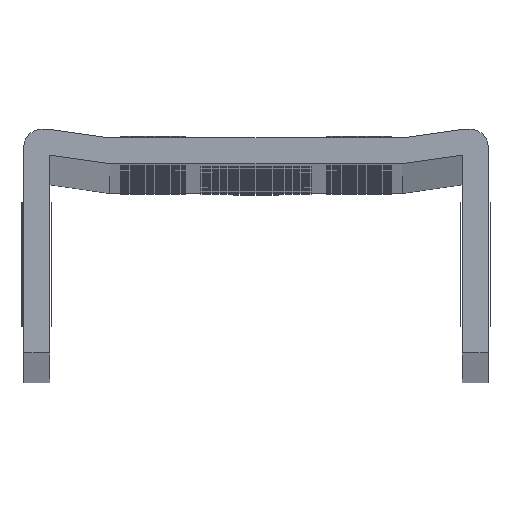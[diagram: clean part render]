
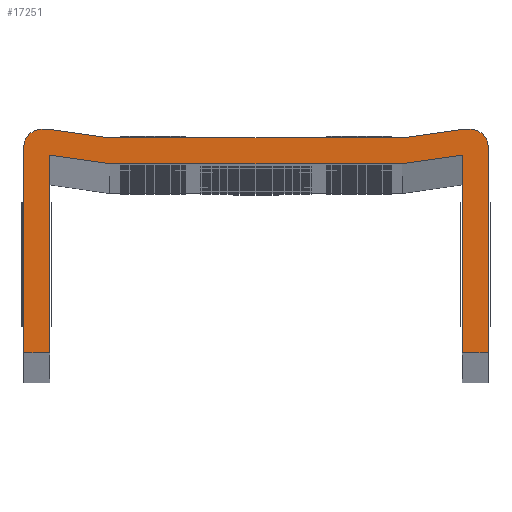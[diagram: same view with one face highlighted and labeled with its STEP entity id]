
A CAD part, top view. The second image highlights one B-rep face of the part: STEP entity #17251.
In plain terms, the highlighted planar face has unit normal (0, 0, 1).
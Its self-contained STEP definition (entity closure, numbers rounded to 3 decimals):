
#2011=PLANE('',#17935);
#2689=FACE_OUTER_BOUND('',#3367,.T.);
#3367=EDGE_LOOP('',(#14576,#14577,#14578,#14579,#14580,#14581,#14582,#14583,
#14584,#14585,#14586,#14587,#14588,#14589,#14590,#14591));
#4032=LINE('',#23189,#6452);
#4048=LINE('',#23226,#6468);
#4051=LINE('',#23232,#6471);
#4054=LINE('',#23237,#6474);
#4055=LINE('',#23239,#6475);
#4057=LINE('',#23243,#6477);
#4058=LINE('',#23246,#6478);
#4060=LINE('',#23250,#6480);
#4063=LINE('',#23255,#6483);
#4065=LINE('',#23259,#6485);
#4066=LINE('',#23261,#6486);
#4068=LINE('',#23265,#6488);
#4069=LINE('',#23268,#6489);
#4071=LINE('',#23271,#6491);
#6452=VECTOR('',#18874,1.);
#6468=VECTOR('',#18900,1.);
#6471=VECTOR('',#18905,1.);
#6474=VECTOR('',#18910,1.);
#6475=VECTOR('',#18913,1.);
#6477=VECTOR('',#18917,1.);
#6478=VECTOR('',#18920,1.);
#6480=VECTOR('',#18924,1.);
#6483=VECTOR('',#18929,1.);
#6485=VECTOR('',#18933,1.);
#6486=VECTOR('',#18936,1.);
#6488=VECTOR('',#18940,1.);
#6489=VECTOR('',#18943,1.);
#6491=VECTOR('',#18947,1.);
#8868=CIRCLE('',#17915,2.);
#8871=CIRCLE('',#17921,2.);
#9136=VERTEX_POINT('',#23176);
#9137=VERTEX_POINT('',#23177);
#9141=VERTEX_POINT('',#23187);
#9155=VERTEX_POINT('',#23219);
#9156=VERTEX_POINT('',#23220);
#9157=VERTEX_POINT('',#23225);
#9158=VERTEX_POINT('',#23229);
#9159=VERTEX_POINT('',#23231);
#9160=VERTEX_POINT('',#23235);
#9161=VERTEX_POINT('',#23241);
#9162=VERTEX_POINT('',#23245);
#9163=VERTEX_POINT('',#23249);
#9164=VERTEX_POINT('',#23253);
#9165=VERTEX_POINT('',#23257);
#9166=VERTEX_POINT('',#23263);
#9167=VERTEX_POINT('',#23267);
#11808=EDGE_CURVE('',#9136,#9137,#8868,.T.);
#11814=EDGE_CURVE('',#9136,#9141,#4032,.T.);
#11829=EDGE_CURVE('',#9155,#9156,#8871,.T.);
#11832=EDGE_CURVE('',#9157,#9156,#4048,.T.);
#11835=EDGE_CURVE('',#9159,#9158,#4051,.T.);
#11838=EDGE_CURVE('',#9155,#9160,#4054,.T.);
#11839=EDGE_CURVE('',#9160,#9159,#4055,.T.);
#11841=EDGE_CURVE('',#9158,#9161,#4057,.T.);
#11842=EDGE_CURVE('',#9162,#9157,#4058,.T.);
#11844=EDGE_CURVE('',#9163,#9162,#4060,.T.);
#11847=EDGE_CURVE('',#9161,#9164,#4063,.T.);
#11849=EDGE_CURVE('',#9164,#9165,#4065,.T.);
#11850=EDGE_CURVE('',#9141,#9163,#4066,.T.);
#11852=EDGE_CURVE('',#9165,#9166,#4068,.T.);
#11853=EDGE_CURVE('',#9167,#9137,#4069,.T.);
#11855=EDGE_CURVE('',#9166,#9167,#4071,.T.);
#14576=ORIENTED_EDGE('',*,*,#11808,.F.);
#14577=ORIENTED_EDGE('',*,*,#11814,.T.);
#14578=ORIENTED_EDGE('',*,*,#11850,.T.);
#14579=ORIENTED_EDGE('',*,*,#11844,.T.);
#14580=ORIENTED_EDGE('',*,*,#11842,.T.);
#14581=ORIENTED_EDGE('',*,*,#11832,.T.);
#14582=ORIENTED_EDGE('',*,*,#11829,.F.);
#14583=ORIENTED_EDGE('',*,*,#11838,.T.);
#14584=ORIENTED_EDGE('',*,*,#11839,.T.);
#14585=ORIENTED_EDGE('',*,*,#11835,.T.);
#14586=ORIENTED_EDGE('',*,*,#11841,.T.);
#14587=ORIENTED_EDGE('',*,*,#11847,.T.);
#14588=ORIENTED_EDGE('',*,*,#11849,.T.);
#14589=ORIENTED_EDGE('',*,*,#11852,.T.);
#14590=ORIENTED_EDGE('',*,*,#11855,.T.);
#14591=ORIENTED_EDGE('',*,*,#11853,.T.);
#17251=ADVANCED_FACE('',(#2689),#2011,.T.);
#17915=AXIS2_PLACEMENT_3D('',#23178,#18864,#18865);
#17921=AXIS2_PLACEMENT_3D('',#23221,#18894,#18895);
#17935=AXIS2_PLACEMENT_3D('',#23272,#18948,#18949);
#18864=DIRECTION('center_axis',(0.,0.,-1.));
#18865=DIRECTION('ref_axis',(0.707,0.707,0.));
#18874=DIRECTION('',(-1.,0.,0.));
#18894=DIRECTION('center_axis',(0.,0.,-1.));
#18895=DIRECTION('ref_axis',(-0.707,0.707,0.));
#18900=DIRECTION('',(-1.,0.,0.));
#18905=DIRECTION('',(0.,1.,0.));
#18910=DIRECTION('',(0.,-1.,0.));
#18913=DIRECTION('',(1.,0.,0.));
#18917=DIRECTION('',(0.99,-0.141,0.));
#18920=DIRECTION('',(-0.99,0.141,0.));
#18924=DIRECTION('',(-1.,0.,0.));
#18929=DIRECTION('',(1.,0.,0.));
#18933=DIRECTION('',(0.99,0.141,0.));
#18936=DIRECTION('',(-0.99,-0.141,0.));
#18940=DIRECTION('',(0.,-1.,0.));
#18943=DIRECTION('',(0.,1.,0.));
#18947=DIRECTION('',(1.,0.,0.));
#18948=DIRECTION('center_axis',(0.,0.,1.));
#18949=DIRECTION('ref_axis',(1.,0.,0.));
#23176=CARTESIAN_POINT('',(54.585,29.352,1980.));
#23177=CARTESIAN_POINT('',(56.585,27.352,1980.));
#23178=CARTESIAN_POINT('Origin',(54.585,27.352,1980.));
#23187=CARTESIAN_POINT('',(53.585,29.352,1980.));
#23189=CARTESIAN_POINT('',(53.585,29.352,1980.));
#23219=CARTESIAN_POINT('',(2.585,27.352,1980.));
#23220=CARTESIAN_POINT('',(4.585,29.352,1980.));
#23221=CARTESIAN_POINT('Origin',(4.585,27.352,1980.));
#23225=CARTESIAN_POINT('',(5.585,29.352,1980.));
#23226=CARTESIAN_POINT('',(5.585,29.352,1980.));
#23229=CARTESIAN_POINT('',(5.585,26.352,1980.));
#23231=CARTESIAN_POINT('',(5.585,3.352,1980.));
#23232=CARTESIAN_POINT('',(5.585,3.352,1980.));
#23235=CARTESIAN_POINT('',(2.585,3.352,1980.));
#23237=CARTESIAN_POINT('',(2.585,29.352,1980.));
#23239=CARTESIAN_POINT('',(2.585,3.352,1980.));
#23241=CARTESIAN_POINT('',(12.585,25.352,1980.));
#23243=CARTESIAN_POINT('',(12.585,25.352,1980.));
#23245=CARTESIAN_POINT('',(12.585,28.352,1980.));
#23246=CARTESIAN_POINT('',(5.585,29.352,1980.));
#23249=CARTESIAN_POINT('',(46.585,28.352,1980.));
#23250=CARTESIAN_POINT('',(46.585,28.352,1980.));
#23253=CARTESIAN_POINT('',(46.585,25.352,1980.));
#23255=CARTESIAN_POINT('',(12.585,25.352,1980.));
#23257=CARTESIAN_POINT('',(53.585,26.352,1980.));
#23259=CARTESIAN_POINT('',(46.585,25.352,1980.));
#23261=CARTESIAN_POINT('',(53.585,29.352,1980.));
#23263=CARTESIAN_POINT('',(53.585,3.352,1980.));
#23265=CARTESIAN_POINT('',(53.585,3.352,1980.));
#23267=CARTESIAN_POINT('',(56.585,3.352,1980.));
#23268=CARTESIAN_POINT('',(56.585,29.352,1980.));
#23271=CARTESIAN_POINT('',(56.585,3.352,1980.));
#23272=CARTESIAN_POINT('Origin',(55.085,16.352,1980.));
